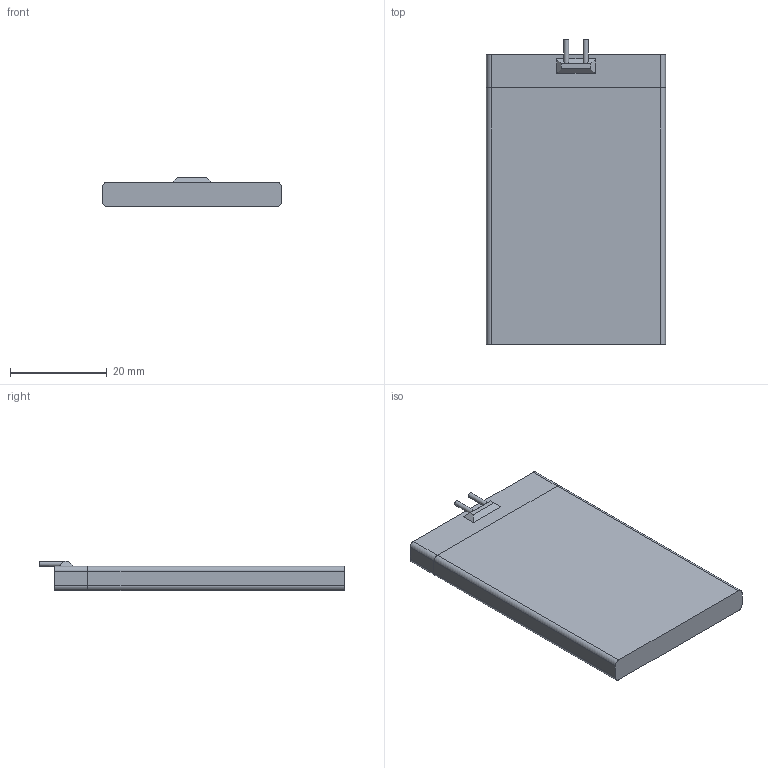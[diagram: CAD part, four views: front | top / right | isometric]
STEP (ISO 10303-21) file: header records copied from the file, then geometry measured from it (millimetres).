
FILE_DESCRIPTION(/* description */ (''),/* implementation_level */ '2;1');
FILE_NAME(/* name */ '1200mAh lipo 258 v2.step',/* time_stamp */ '2018-10-04T18:48:08-04:00',/* author */ ('Adafruit'),/* organization */ (''),/* preprocessor_version */ 'ST-DEVELOPER v17.2',/* originating_system */ 'Autodesk Translation Framework v7.6.0.251',/* authorisation */ '');
FILE_SCHEMA (('AUTOMOTIVE_DESIGN { 1 0 10303 214 3 1 1 }'));
Length unit declared in the file: millimetre
Products named in the file (1): 1200mAh lipo 258
Bounding box: 37 x 63 x 6 mm (x, y, z)
Volume: 11069.9 mm3; surface area: 5713.1 mm2
Topology: 4 solids, 4 shells, 31 faces, 68 edges, 46 vertices
Faces by surface type: plane 21, cylinder 10
Full cylindrical faces by diameter (mm): 1 x2
Entity records: 918 total; most frequent: DIRECTION 154, CARTESIAN_POINT 146, ORIENTED_EDGE 136, EDGE_CURVE 68, AXIS2_PLACEMENT_3D 54, LINE 46, VECTOR 46, VERTEX_POINT 46
